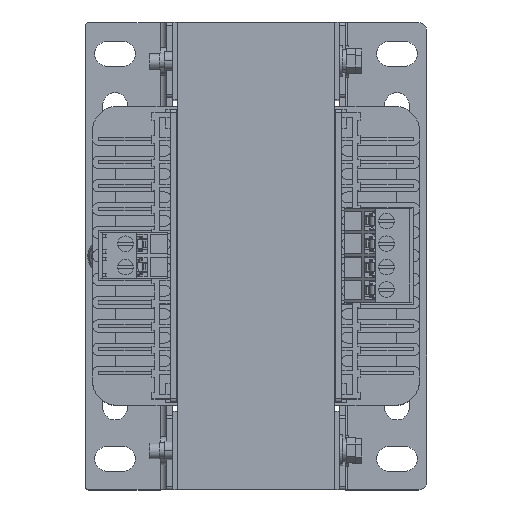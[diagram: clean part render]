
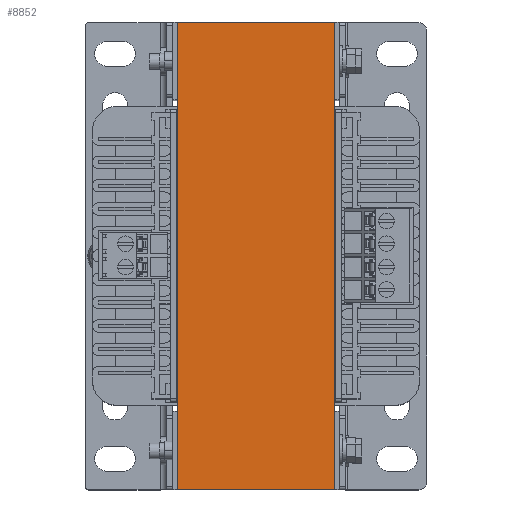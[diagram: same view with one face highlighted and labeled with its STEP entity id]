
A CAD part, top view. The second image highlights one B-rep face of the part: STEP entity #8852.
In plain terms, the highlighted planar face has unit normal (0, 0, -1).
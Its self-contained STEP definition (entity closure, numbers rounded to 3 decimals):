
#127=DIRECTION('',(1.,0.,0.));
#128=VECTOR('',#127,50.5);
#129=CARTESIAN_POINT('',(-25.25,75.,52.75));
#130=LINE('',#129,#128);
#131=DIRECTION('',(0.,-1.,0.));
#132=VECTOR('',#131,150.);
#133=CARTESIAN_POINT('',(-25.25,75.,52.75));
#134=LINE('',#133,#132);
#135=DIRECTION('',(1.,0.,0.));
#136=VECTOR('',#135,50.5);
#137=CARTESIAN_POINT('',(-25.25,-75.,52.75));
#138=LINE('',#137,#136);
#151=DIRECTION('',(0.,-1.,0.));
#152=VECTOR('',#151,150.);
#153=CARTESIAN_POINT('',(25.25,75.,52.75));
#154=LINE('',#153,#152);
#6671=CARTESIAN_POINT('',(-25.25,-75.,52.75));
#6673=VERTEX_POINT('',#6671);
#6674=CARTESIAN_POINT('',(-25.25,75.,52.75));
#6675=VERTEX_POINT('',#6674);
#6714=CARTESIAN_POINT('',(25.25,-75.,52.75));
#6715=VERTEX_POINT('',#6714);
#6718=CARTESIAN_POINT('',(25.25,75.,52.75));
#6719=VERTEX_POINT('',#6718);
#8840=CARTESIAN_POINT('',(0.,0.,52.75));
#8841=DIRECTION('',(0.,0.,1.));
#8842=DIRECTION('',(0.,-1.,0.));
#8843=AXIS2_PLACEMENT_3D('',#8840,#8841,#8842);
#8844=PLANE('',#8843);
#8845=ORIENTED_EDGE('',*,*,#8739,.T.);
#8846=ORIENTED_EDGE('',*,*,#8807,.T.);
#8848=ORIENTED_EDGE('',*,*,#8847,.F.);
#8849=ORIENTED_EDGE('',*,*,#8832,.F.);
#8850=EDGE_LOOP('',(#8845,#8846,#8848,#8849));
#8851=FACE_OUTER_BOUND('',#8850,.F.);
#8852=ADVANCED_FACE('',(#8851),#8844,.F.);
#8739=EDGE_CURVE('',#6675,#6673,#134,.T.);
#8807=EDGE_CURVE('',#6673,#6715,#138,.T.);
#8832=EDGE_CURVE('',#6675,#6719,#130,.T.);
#8847=EDGE_CURVE('',#6719,#6715,#154,.T.);
